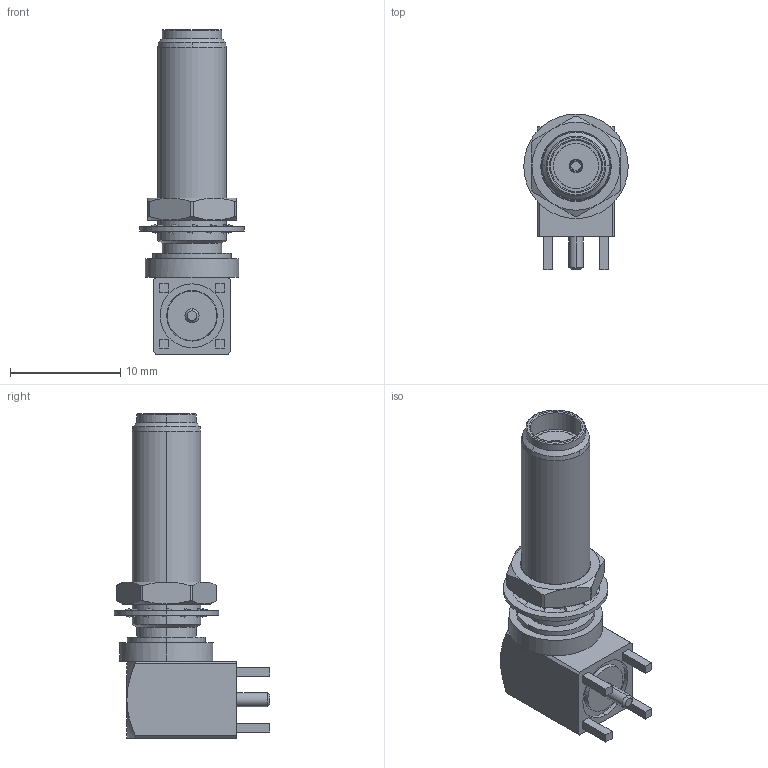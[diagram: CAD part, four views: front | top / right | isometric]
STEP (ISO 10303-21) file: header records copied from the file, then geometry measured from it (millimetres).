
FILE_DESCRIPTION (( 'STEP AP214' ), '1' );
FILE_NAME ('J01151A0921.STEP', '2011-06-06T07:40:35', ( 'markiewicz' ), ( '' ), 'SwSTEP 2.0', 'SolidWorks 2011', '' );
FILE_SCHEMA (( 'AUTOMOTIVE_DESIGN' ));
Length unit declared in the file: millimetre
Products named in the file (1): J01151A0921
Bounding box: 9.5 x 14.15 x 29.5 mm (x, y, z)
Volume: 1244.4 mm3; surface area: 1145.3 mm2
Topology: 2 solids, 2 shells, 197 faces, 485 edges, 307 vertices
Faces by surface type: plane 82, cylinder 42, bspline 36, cone 30, torus 7
Entity records: 8800 total; most frequent: CARTESIAN_POINT 2144, ORIENTED_EDGE 970, DIRECTION 830, EDGE_CURVE 485, VERTEX_POINT 307, AXIS2_PLACEMENT_3D 290, VECTOR 250, LINE 250
